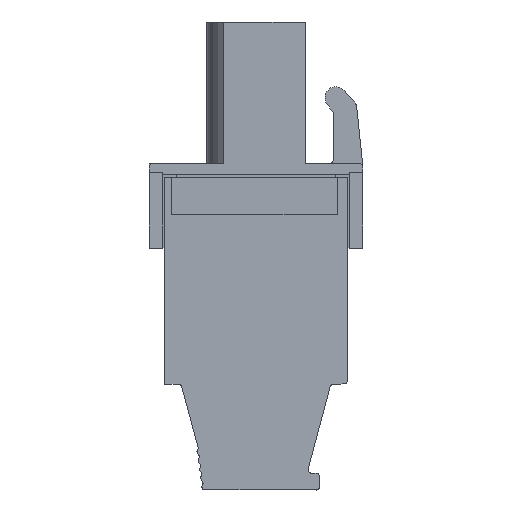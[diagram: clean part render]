
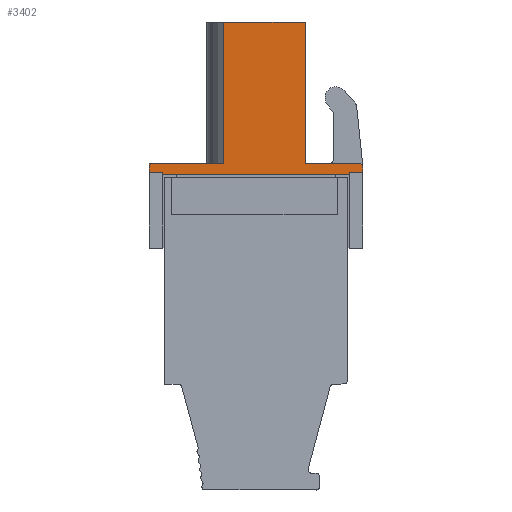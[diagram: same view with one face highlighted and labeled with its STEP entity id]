
A CAD part, left-side view. The second image highlights one B-rep face of the part: STEP entity #3402.
In plain terms, the highlighted planar face has unit normal (-1, 0, 0).
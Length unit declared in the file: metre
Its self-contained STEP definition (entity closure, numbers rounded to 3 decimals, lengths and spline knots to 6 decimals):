
#3402=ADVANCED_FACE('',(#7292),#7293,.T.);
#7292=FACE_OUTER_BOUND('',#11438,.T.);
#7293=PLANE('',#11439);
#11438=EDGE_LOOP('',(#21224,#21225,#21226,#21227,#21228,#21229,#21230,#21231,#21232,#21233,#21234,#21235,#21236,#21237,#21238));
#11439=AXIS2_PLACEMENT_3D('',#21239,#21240,#21241);
#21224=ORIENTED_EDGE('',*,*,#23893,.F.);
#21225=ORIENTED_EDGE('',*,*,#23910,.F.);
#21226=ORIENTED_EDGE('',*,*,#26857,.F.);
#21227=ORIENTED_EDGE('',*,*,#24180,.T.);
#21228=ORIENTED_EDGE('',*,*,#24140,.T.);
#21229=ORIENTED_EDGE('',*,*,#24118,.T.);
#21230=ORIENTED_EDGE('',*,*,#24102,.F.);
#21231=ORIENTED_EDGE('',*,*,#23713,.T.);
#21232=ORIENTED_EDGE('',*,*,#23924,.T.);
#21233=ORIENTED_EDGE('',*,*,#23957,.F.);
#21234=ORIENTED_EDGE('',*,*,#23978,.F.);
#21235=ORIENTED_EDGE('',*,*,#23965,.F.);
#21236=ORIENTED_EDGE('',*,*,#26858,.T.);
#21237=ORIENTED_EDGE('',*,*,#23799,.T.);
#21238=ORIENTED_EDGE('',*,*,#23878,.T.);
#21239=CARTESIAN_POINT('',(-0.056948,-0.030011,-0.068609));
#21240=DIRECTION('',(-1.0,0.,0.));
#21241=DIRECTION('',(0.,0.,-1.0));
#23713=EDGE_CURVE('',#28368,#28366,#28369,.T.);
#23799=EDGE_CURVE('',#28530,#28527,#28531,.T.);
#23878=EDGE_CURVE('',#28527,#28683,#28685,.T.);
#23893=EDGE_CURVE('',#28708,#28683,#28710,.T.);
#23910=EDGE_CURVE('',#28735,#28708,#28737,.F.);
#23924=EDGE_CURVE('',#28366,#28758,#28760,.T.);
#23957=EDGE_CURVE('',#28812,#28758,#28814,.F.);
#23965=EDGE_CURVE('',#28823,#28825,#28826,.F.);
#23978=EDGE_CURVE('',#28825,#28812,#28846,.T.);
#24102=EDGE_CURVE('',#28368,#29043,#29044,.T.);
#24118=EDGE_CURVE('',#29061,#29043,#29062,.T.);
#24140=EDGE_CURVE('',#29090,#29061,#29091,.T.);
#24180=EDGE_CURVE('',#29144,#29090,#29145,.T.);
#26857=EDGE_CURVE('',#29144,#28735,#32915,.T.);
#26858=EDGE_CURVE('',#28823,#28530,#32916,.T.);
#28366=VERTEX_POINT('',#35063);
#28368=VERTEX_POINT('',#35066);
#28369=LINE('',#35067,#35068);
#28527=VERTEX_POINT('',#35309);
#28530=VERTEX_POINT('',#35313);
#28531=LINE('',#35314,#35315);
#28683=VERTEX_POINT('',#35542);
#28685=LINE('',#35545,#35546);
#28708=VERTEX_POINT('',#35580);
#28710=LINE('',#35583,#35584);
#28735=VERTEX_POINT('',#35622);
#28737=CIRCLE('',#35625,0.000199);
#28758=VERTEX_POINT('',#35651);
#28760=LINE('',#35654,#35655);
#28812=VERTEX_POINT('',#35731);
#28814=LINE('',#35734,#35735);
#28823=VERTEX_POINT('',#35748);
#28825=VERTEX_POINT('',#35751);
#28826=LINE('',#35752,#35753);
#28846=LINE('',#35779,#35780);
#29043=VERTEX_POINT('',#36051);
#29044=LINE('',#36052,#36053);
#29061=VERTEX_POINT('',#36080);
#29062=LINE('',#36081,#36082);
#29090=VERTEX_POINT('',#36118);
#29091=LINE('',#36119,#36120);
#29144=VERTEX_POINT('',#36188);
#29145=LINE('',#36189,#36190);
#32915=LINE('',#41767,#41768);
#32916=LINE('',#41769,#41770);
#35063=CARTESIAN_POINT('',(-0.056948,-0.023743,-0.064142));
#35066=CARTESIAN_POINT('',(-0.056948,-0.023743,-0.063616));
#35067=CARTESIAN_POINT('',(-0.056948,-0.023743,-0.068609));
#35068=VECTOR('',#43282,1.0);
#35309=CARTESIAN_POINT('',(-0.056948,-0.036333,-0.064142));
#35313=CARTESIAN_POINT('',(-0.056948,-0.036333,-0.064142));
#35314=CARTESIAN_POINT('',(-0.056948,-0.036333,-0.068609));
#35315=VECTOR('',#43367,1.0);
#35542=CARTESIAN_POINT('',(-0.056948,-0.036327,-0.064142));
#35545=CARTESIAN_POINT('',(-0.056948,-0.030011,-0.064142));
#35546=VECTOR('',#43444,1.0);
#35580=CARTESIAN_POINT('',(-0.056948,-0.036327,-0.063815));
#35583=CARTESIAN_POINT('',(-0.056948,-0.036327,-0.068609));
#35584=VECTOR('',#43457,1.0);
#35622=CARTESIAN_POINT('',(-0.056948,-0.036128,-0.063616));
#35625=AXIS2_PLACEMENT_3D('',#43476,#43477,#43478);
#35651=CARTESIAN_POINT('',(-0.056948,-0.024551,-0.064142));
#35654=CARTESIAN_POINT('',(-0.056948,-0.006217,-0.064142));
#35655=VECTOR('',#43500,1.0);
#35731=CARTESIAN_POINT('',(-0.056948,-0.024551,-0.064273));
#35734=CARTESIAN_POINT('',(-0.056948,-0.024551,-0.068609));
#35735=VECTOR('',#43526,1.0);
#35748=CARTESIAN_POINT('',(-0.056948,-0.035526,-0.064142));
#35751=CARTESIAN_POINT('',(-0.056948,-0.035526,-0.064273));
#35752=CARTESIAN_POINT('',(-0.056948,-0.035526,-0.068609));
#35753=VECTOR('',#43532,1.0);
#35779=CARTESIAN_POINT('',(-0.056948,-0.030011,-0.064273));
#35780=VECTOR('',#43551,1.0);
#36051=CARTESIAN_POINT('',(-0.056948,-0.028137,-0.063616));
#36052=CARTESIAN_POINT('',(-0.056948,-0.030011,-0.063616));
#36053=VECTOR('',#43688,1.0);
#36080=CARTESIAN_POINT('',(-0.056948,-0.028137,-0.05527));
#36081=CARTESIAN_POINT('',(-0.056948,-0.028137,-0.068609));
#36082=VECTOR('',#43699,1.0);
#36118=CARTESIAN_POINT('',(-0.056948,-0.032937,-0.05527));
#36119=CARTESIAN_POINT('',(-0.056948,-0.030011,-0.05527));
#36120=VECTOR('',#43720,1.0);
#36188=CARTESIAN_POINT('',(-0.056948,-0.032937,-0.063616));
#36189=CARTESIAN_POINT('',(-0.056948,-0.032937,-0.068609));
#36190=VECTOR('',#43769,1.0);
#41767=CARTESIAN_POINT('',(-0.056948,-0.030011,-0.063616));
#41768=VECTOR('',#46174,1.0);
#41769=CARTESIAN_POINT('',(-0.056948,-0.006217,-0.064142));
#41770=VECTOR('',#46175,1.0);
#43282=DIRECTION('',(0.,0.,-1.0));
#43367=DIRECTION('',(0.,0.,1.0));
#43444=DIRECTION('',(0.,1.0,0.));
#43457=DIRECTION('',(0.,0.,-1.0));
#43476=CARTESIAN_POINT('',(-0.056948,-0.036128,-0.063815));
#43477=DIRECTION('',(-1.0,0.,0.));
#43478=DIRECTION('',(0.,0.0,1.0));
#43500=DIRECTION('',(0.,-1.0,0.));
#43526=DIRECTION('',(0.,0.,-1.0));
#43532=DIRECTION('',(0.,0.,1.0));
#43551=DIRECTION('',(0.,1.0,0.));
#43688=DIRECTION('',(0.,-1.0,0.));
#43699=DIRECTION('',(0.,0.,-1.0));
#43720=DIRECTION('',(0.,1.0,0.));
#43769=DIRECTION('',(0.,0.,1.0));
#46174=DIRECTION('',(0.,-1.0,0.));
#46175=DIRECTION('',(0.,-1.0,0.));
